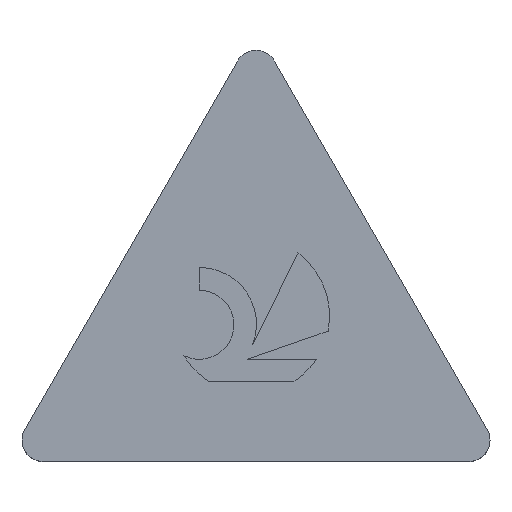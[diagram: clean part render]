
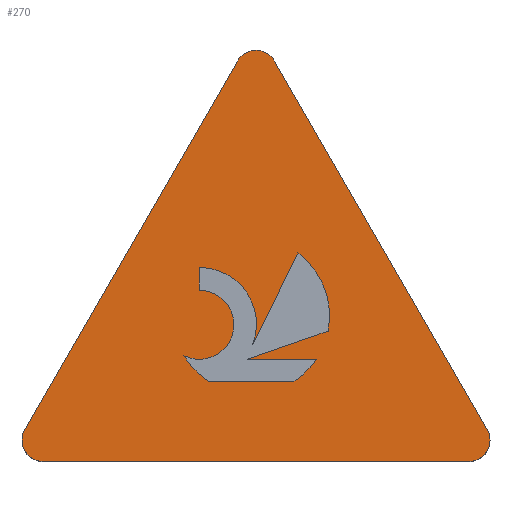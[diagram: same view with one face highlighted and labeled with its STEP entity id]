
A CAD part, top view. The second image highlights one B-rep face of the part: STEP entity #270.
In plain terms, the highlighted planar face has unit normal (0, 0, 1).
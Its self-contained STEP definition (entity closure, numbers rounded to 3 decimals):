
#132=VERTEX_POINT('',#360);
#142=VERTEX_POINT('',#370);
#148=EDGE_CURVE('',#296,#142,#377,.T.);
#152=VERTEX_POINT('',#382);
#160=EDGE_CURVE('',#254,#246,#392,.T.);
#162=EDGE_CURVE('',#246,#186,#394,.T.);
#178=VERTEX_POINT('',#413);
#186=VERTEX_POINT('',#421);
#188=EDGE_CURVE('',#152,#296,#423,.T.);
#198=EDGE_CURVE('',#250,#132,#433,.T.);
#206=EDGE_CURVE('',#328,#178,#441,.T.);
#220=EDGE_CURVE('',#142,#268,#456,.T.);
#230=EDGE_CURVE('',#260,#328,#467,.T.);
#242=VERTEX_POINT('',#479);
#246=VERTEX_POINT('',#484);
#248=EDGE_CURVE('',#178,#274,#486,.T.);
#250=VERTEX_POINT('',#488);
#254=VERTEX_POINT('',#493);
#256=EDGE_CURVE('',#186,#298,#495,.T.);
#260=VERTEX_POINT('',#499);
#262=EDGE_CURVE('',#314,#260,#501,.T.);
#266=EDGE_CURVE('',#274,#250,#506,.T.);
#268=VERTEX_POINT('',#508);
#270=ADVANCED_FACE('',(#510,#511),#512,.T.);
#274=VERTEX_POINT('',#516);
#276=EDGE_CURVE('',#242,#152,#518,.T.);
#284=EDGE_CURVE('',#294,#242,#528,.T.);
#292=EDGE_CURVE('',#298,#314,#537,.T.);
#294=VERTEX_POINT('',#539);
#296=VERTEX_POINT('',#541);
#298=VERTEX_POINT('',#543);
#306=EDGE_CURVE('',#268,#294,#552,.T.);
#314=VERTEX_POINT('',#560);
#320=EDGE_CURVE('',#132,#254,#567,.T.);
#328=VERTEX_POINT('',#577);
#360=CARTESIAN_POINT('',(7.58,2.993,0.0));
#370=CARTESIAN_POINT('',(17.321,0.0,0.0));
#377=LINE('',#626,#627);
#382=CARTESIAN_POINT('',(0.693,1.2,0.0));
#392=CIRCLE('',#645,1.294);
#394=CIRCLE('',#648,1.294);
#413=CARTESIAN_POINT('',(9.029,3.828,0.0));
#421=CARTESIAN_POINT('',(7.224,6.412,0.0));
#423=CIRCLE('',#680,0.8);
#433=LINE('',#695,#696);
#441=LINE('',#711,#712);
#456=CIRCLE('',#734,0.8);
#467=CIRCLE('',#748,2.932);
#479=CARTESIAN_POINT('',(8.66,15.,0.0));
#484=CARTESIAN_POINT('',(7.811,6.275,0.0));
#486=LINE('',#773,#774);
#488=CARTESIAN_POINT('',(10.775,2.993,0.0));
#493=CARTESIAN_POINT('',(6.653,3.961,0.0));
#495=LINE('',#784,#785);
#499=CARTESIAN_POINT('',(10.923,7.807,0.0));
#501=LINE('',#794,#795);
#506=CIRCLE('',#801,2.932);
#508=CARTESIAN_POINT('',(18.013,1.2,0.0));
#510=FACE_BOUND('',#805,.T.);
#511=FACE_OUTER_BOUND('',#806,.T.);
#512=PLANE('',#807);
#516=CARTESIAN_POINT('',(11.619,3.828,0.0));
#518=LINE('',#814,#815);
#528=CIRCLE('',#827,0.8);
#537=CIRCLE('',#841,2.13);
#539=CARTESIAN_POINT('',(10.046,15.0,0.0));
#541=CARTESIAN_POINT('',(1.386,0.0,0.0));
#543=CARTESIAN_POINT('',(7.224,7.263,0.0));
#552=LINE('',#859,#860);
#560=CARTESIAN_POINT('',(9.228,4.368,0.0));
#567=CIRCLE('',#880,2.932);
#577=CARTESIAN_POINT('',(12.053,4.878,0.0));
#626=CARTESIAN_POINT('',(1.386,0.0,0.0));
#627=VECTOR('',#928,1.0);
#645=AXIS2_PLACEMENT_3D('',#954,#955,#956);
#648=AXIS2_PLACEMENT_3D('',#957,#958,#959);
#680=AXIS2_PLACEMENT_3D('',#996,#997,#998);
#695=CARTESIAN_POINT('',(8.467,2.993,0.0));
#696=VECTOR('',#1001,1.0);
#711=CARTESIAN_POINT('',(9.417,3.962,0.0));
#712=VECTOR('',#1005,1.0);
#734=AXIS2_PLACEMENT_3D('',#1017,#1018,#1019);
#748=AXIS2_PLACEMENT_3D('',#1029,#1030,#1031);
#773=CARTESIAN_POINT('',(10.486,3.828,0.0));
#774=VECTOR('',#1045,1.0);
#784=CARTESIAN_POINT('',(7.224,6.332,0.0));
#785=VECTOR('',#1054,1.0);
#794=CARTESIAN_POINT('',(10.292,6.527,0.0));
#795=VECTOR('',#1056,1.0);
#801=AXIS2_PLACEMENT_3D('',#1065,#1066,#1067);
#805=EDGE_LOOP('',(#1069,#1070,#1071,#1072,#1073,#1074,#1075,#1076,#1077,#1078,#1079));
#806=EDGE_LOOP('',(#1080,#1081,#1082,#1083,#1084,#1085));
#807=AXIS2_PLACEMENT_3D('',#1086,#1087,#1088);
#814=CARTESIAN_POINT('',(8.66,15.0,0.0));
#815=VECTOR('',#1089,1.0);
#827=AXIS2_PLACEMENT_3D('',#1109,#1110,#1111);
#841=AXIS2_PLACEMENT_3D('',#1124,#1125,#1126);
#859=CARTESIAN_POINT('',(18.013,1.2,0.0));
#860=VECTOR('',#1141,1.0);
#880=AXIS2_PLACEMENT_3D('',#1157,#1158,#1159);
#928=DIRECTION('',(1.0,0.0,0.0));
#954=CARTESIAN_POINT('',(7.232,5.118,0.0));
#955=DIRECTION('',(0.0,0.0,1.0));
#956=DIRECTION('',(-0.447,-0.894,0.0));
#957=CARTESIAN_POINT('',(7.232,5.118,0.0));
#958=DIRECTION('',(0.0,0.0,1.0));
#959=DIRECTION('',(-0.447,-0.894,0.0));
#996=CARTESIAN_POINT('',(1.386,0.8,0.0));
#997=DIRECTION('',(0.0,0.0,1.0));
#998=DIRECTION('',(-0.866,0.5,0.0));
#1001=DIRECTION('',(-1.0,0.0,0.0));
#1005=DIRECTION('',(-0.945,-0.328,0.0));
#1017=CARTESIAN_POINT('',(17.321,0.8,0.0));
#1018=DIRECTION('',(0.0,0.0,1.0));
#1019=DIRECTION('',(0.,-1.0,0.0));
#1029=CARTESIAN_POINT('',(9.178,5.451,0.0));
#1030=DIRECTION('',(0.0,-0.0,-1.0));
#1031=DIRECTION('',(0.981,-0.196,0.0));
#1045=DIRECTION('',(1.0,0.0,0.0));
#1054=DIRECTION('',(0.0,1.0,0.0));
#1056=DIRECTION('',(0.442,0.897,-0.0));
#1065=CARTESIAN_POINT('',(9.178,5.451,0.0));
#1066=DIRECTION('',(0.0,-0.0,-1.0));
#1067=DIRECTION('',(0.545,-0.838,0.0));
#1069=ORIENTED_EDGE('',*,*,#256,.T.);
#1070=ORIENTED_EDGE('',*,*,#292,.T.);
#1071=ORIENTED_EDGE('',*,*,#262,.T.);
#1072=ORIENTED_EDGE('',*,*,#230,.T.);
#1073=ORIENTED_EDGE('',*,*,#206,.T.);
#1074=ORIENTED_EDGE('',*,*,#248,.T.);
#1075=ORIENTED_EDGE('',*,*,#266,.T.);
#1076=ORIENTED_EDGE('',*,*,#198,.T.);
#1077=ORIENTED_EDGE('',*,*,#320,.T.);
#1078=ORIENTED_EDGE('',*,*,#160,.T.);
#1079=ORIENTED_EDGE('',*,*,#162,.T.);
#1080=ORIENTED_EDGE('',*,*,#148,.T.);
#1081=ORIENTED_EDGE('',*,*,#220,.T.);
#1082=ORIENTED_EDGE('',*,*,#306,.T.);
#1083=ORIENTED_EDGE('',*,*,#284,.T.);
#1084=ORIENTED_EDGE('',*,*,#276,.T.);
#1085=ORIENTED_EDGE('',*,*,#188,.T.);
#1086=CARTESIAN_POINT('',(9.353,5.4,0.0));
#1087=DIRECTION('',(0.0,0.0,1.0));
#1088=DIRECTION('',(1.0,0.0,0.0));
#1089=DIRECTION('',(-0.5,-0.866,0.0));
#1109=CARTESIAN_POINT('',(9.353,14.6,0.0));
#1110=DIRECTION('',(0.0,-0.0,1.0));
#1111=DIRECTION('',(0.866,0.5,0.0));
#1124=CARTESIAN_POINT('',(7.24,5.134,0.0));
#1125=DIRECTION('',(0.0,-0.0,-1.0));
#1126=DIRECTION('',(0.933,-0.359,0.0));
#1141=DIRECTION('',(-0.5,0.866,0.0));
#1157=CARTESIAN_POINT('',(9.178,5.451,0.0));
#1158=DIRECTION('',(-0.0,0.0,-1.0));
#1159=DIRECTION('',(-0.861,-0.508,0.0));
